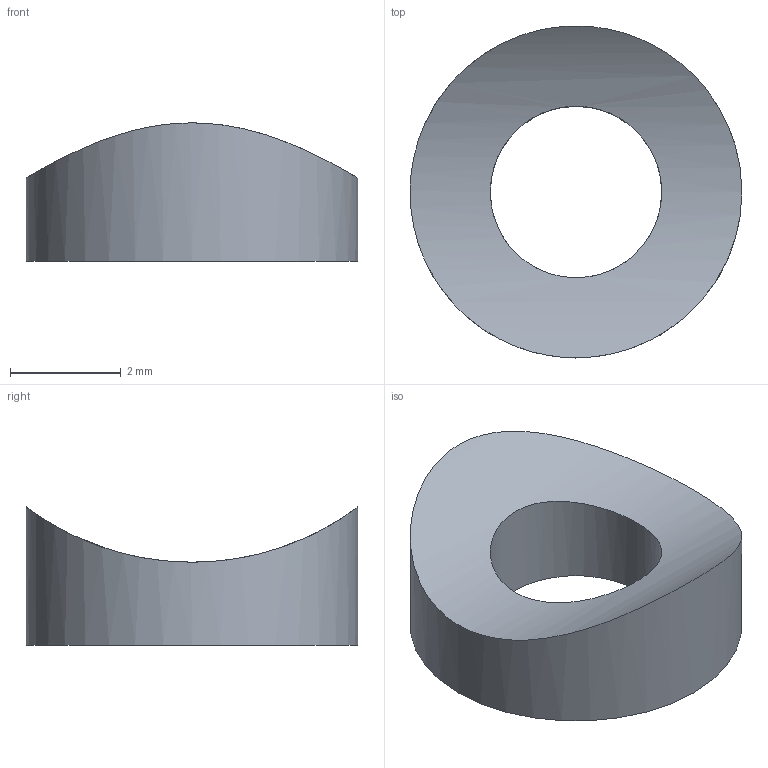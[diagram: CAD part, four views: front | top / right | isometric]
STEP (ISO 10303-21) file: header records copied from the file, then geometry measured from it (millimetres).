
FILE_DESCRIPTION(('FreeCAD Model'),'2;1');
FILE_NAME('Open CASCADE Shape Model','2023-08-26T16:50:45',(''),(''), 'Open CASCADE STEP processor 7.6','FreeCAD','Unknown');
FILE_SCHEMA(('AUTOMOTIVE_DESIGN { 1 0 10303 214 1 1 1 1 }'));
Length unit declared in the file: millimetre
Products named in the file (1): Body002
Bounding box: 6 x 6 x 2.5 mm (x, y, z)
Volume: 37.3 mm3; surface area: 96.1 mm2
Topology: 1 solids, 1 shells, 4 faces, 6 edges, 4 vertices
Faces by surface type: cylinder 3, plane 1
Full cylindrical faces by diameter (mm): 3.1 x1, 6 x1
Entity records: 652 total; most frequent: CARTESIAN_POINT 495, DIRECTION 24, ORIENTED_EDGE 12, PCURVE 12, DEFINITIONAL_REPRESENTATION 12, LINE 8, VECTOR 8, AXIS2_PLACEMENT_3D 7
